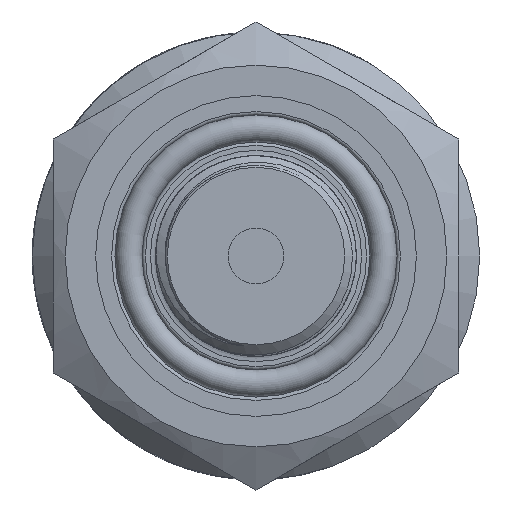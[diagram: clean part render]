
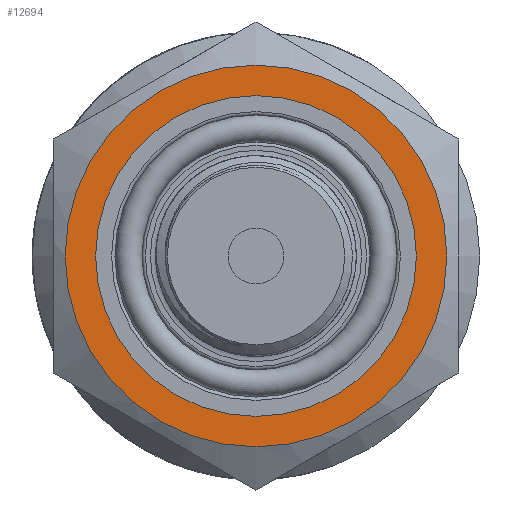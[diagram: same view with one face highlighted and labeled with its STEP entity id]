
A CAD part, left-side view. The second image highlights one B-rep face of the part: STEP entity #12694.
In plain terms, the highlighted planar face has unit normal (-1, 0, 0).
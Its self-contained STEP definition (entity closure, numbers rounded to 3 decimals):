
#1254=FACE_BOUND('',#4059,.T.);
#3314=FACE_OUTER_BOUND('',#4058,.T.);
#4058=EDGE_LOOP('',(#8594));
#4059=EDGE_LOOP('',(#8595));
#4838=CIRCLE('',#13515,11.3);
#4839=CIRCLE('',#13516,9.5);
#5168=VERTEX_POINT('',#18577);
#5169=VERTEX_POINT('',#18579);
#6535=EDGE_CURVE('',#5168,#5168,#4838,.T.);
#6536=EDGE_CURVE('',#5169,#5169,#4839,.T.);
#8594=ORIENTED_EDGE('',*,*,#6535,.T.);
#8595=ORIENTED_EDGE('',*,*,#6536,.T.);
#12415=PLANE('',#13514);
#12694=ADVANCED_FACE('',(#3314,#1254),#12415,.T.);
#13514=AXIS2_PLACEMENT_3D('',#18576,#14292,#14293);
#13515=AXIS2_PLACEMENT_3D('',#18578,#14294,#14295);
#13516=AXIS2_PLACEMENT_3D('',#18580,#14296,#14297);
#14292=DIRECTION('center_axis',(-1.,0.,0.));
#14293=DIRECTION('ref_axis',(0.,0.,1.));
#14294=DIRECTION('center_axis',(-1.,0.,0.));
#14295=DIRECTION('ref_axis',(0.,1.,0.));
#14296=DIRECTION('center_axis',(1.,0.,0.));
#14297=DIRECTION('ref_axis',(0.,0.,-1.));
#18576=CARTESIAN_POINT('Origin',(14.,12.,0.));
#18577=CARTESIAN_POINT('',(14.,-11.3,0.));
#18578=CARTESIAN_POINT('Origin',(14.,0.,0.));
#18579=CARTESIAN_POINT('',(14.,-9.5,0.));
#18580=CARTESIAN_POINT('Origin',(14.,0.,0.));
